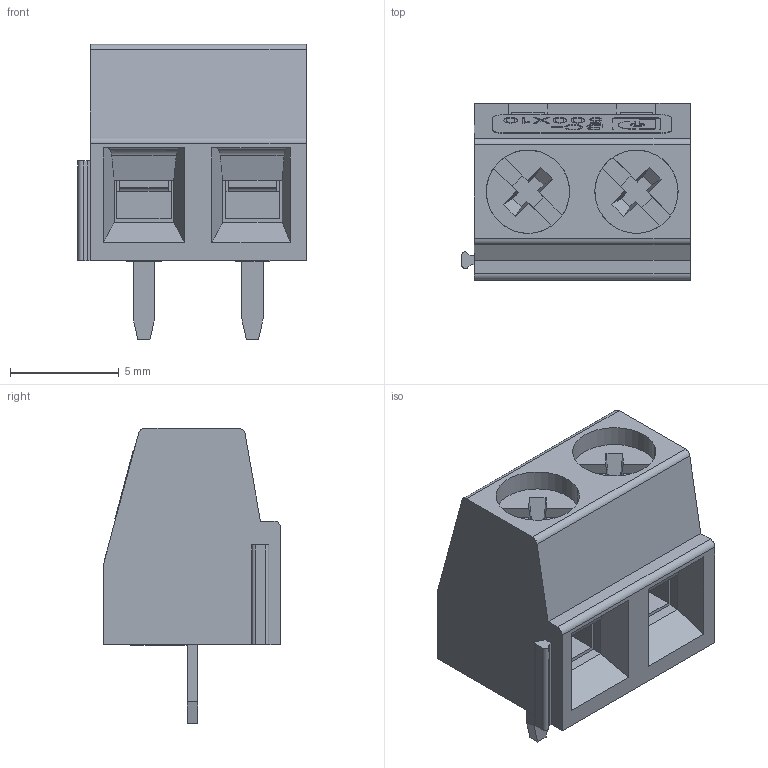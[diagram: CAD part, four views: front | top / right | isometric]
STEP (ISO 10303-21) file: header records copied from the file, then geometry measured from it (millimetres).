
FILE_DESCRIPTION(('Creo Elements/Direct Modeling STEP Export'),'2;1');
FILE_NAME('model.stp','2020-10-30T 0:25:40',(''),(''),'Creo Elements/Direct Modeling STEP processor for AP214 (Solid Model)','Creo Elements/Direct Modeling 20.1A 29-Sep-2018 (C) Parametric Technology GmbH','');
FILE_SCHEMA(('AUTOMOTIVE_DESIGN { 1 0 10303 214 1 1 1 1 }'));
Length unit declared in the file: millimetre
Products named in the file (5): BC_500X10_2_housing; BC_508X10_SPP.1; AC_MKDSN_1_5_H1L; KK_MKDSN_1_5_5_00; BC_500X10-2_GN
Assembly tree (7 placements, depth 2):
  BC_500X10-2_GN
    KK_MKDSN_1_5_5_00  x2
    BC_508X10_SPP.1  x2
    AC_MKDSN_1_5_H1L  x2
    BC_500X10_2_housing
Bounding box: 10.52 x 8.15 x 13.6 mm (x, y, z)
Volume: 501.3 mm3; surface area: 1410.6 mm2
Topology: 7 solids, 7 shells, 698 faces, 1962 edges, 1296 vertices
Faces by surface type: plane 634, cylinder 64
Entity records: 24353 total; most frequent: ORIENTED_EDGE 3474, CARTESIAN_POINT 3449, DIRECTION 2995, EDGE_CURVE 1737, VECTOR 1603, LINE 1603, VERTEX_POINT 1150, AXIS2_PLACEMENT_3D 696
